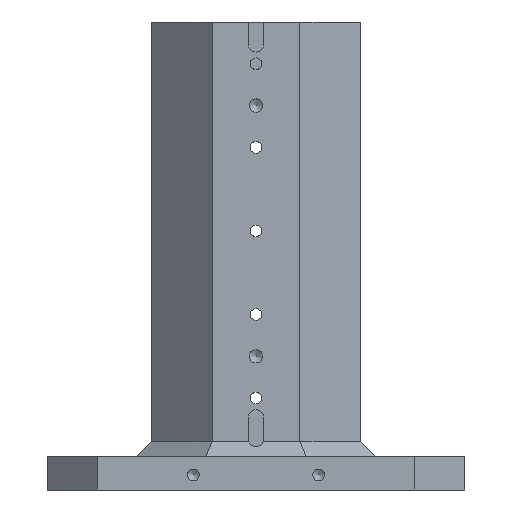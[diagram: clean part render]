
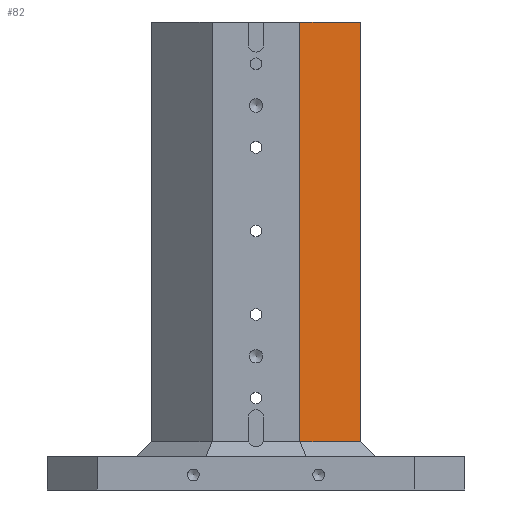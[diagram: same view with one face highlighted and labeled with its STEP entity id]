
A CAD part, front view. The second image highlights one B-rep face of the part: STEP entity #82.
In plain terms, the highlighted planar face has unit normal (0.707, -0.707, 0).
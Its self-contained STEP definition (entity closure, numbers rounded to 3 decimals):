
#82 = ADVANCED_FACE( '', ( #295 ), #296, .T. );
#295 = FACE_OUTER_BOUND( '', #819, .T. );
#296 = PLANE( '', #820 );
#819 = EDGE_LOOP( '', ( #1429, #1430, #1431, #1432 ) );
#820 = AXIS2_PLACEMENT_3D( '', #1433, #1434, #1435 );
#1429 = ORIENTED_EDGE( '', *, *, #2764, .T. );
#1430 = ORIENTED_EDGE( '', *, *, #2765, .T. );
#1431 = ORIENTED_EDGE( '', *, *, #2692, .F. );
#1432 = ORIENTED_EDGE( '', *, *, #2761, .T. );
#1433 = CARTESIAN_POINT( '', ( 125., -52.5, 560. ) );
#1434 = DIRECTION( '', ( 0.707, -0.707, 0. ) );
#1435 = DIRECTION( '', ( 0.707, 0.707, 0. ) );
#2692 = EDGE_CURVE( '', #3121, #3096, #3123, .T. );
#2761 = EDGE_CURVE( '', #3121, #3252, #3254, .T. );
#2764 = EDGE_CURVE( '', #3252, #3258, #3259, .T. );
#2765 = EDGE_CURVE( '', #3258, #3096, #3260, .T. );
#3096 = VERTEX_POINT( '', #3780 );
#3121 = VERTEX_POINT( '', #3813 );
#3123 = LINE( '', #3816, #3817 );
#3252 = VERTEX_POINT( '', #3991 );
#3254 = LINE( '', #3994, #3995 );
#3258 = VERTEX_POINT( '', #4001 );
#3259 = LINE( '', #4002, #4003 );
#3260 = LINE( '', #4004, #4005 );
#3780 = CARTESIAN_POINT( '', ( 125., -52.5, 58. ) );
#3813 = CARTESIAN_POINT( '', ( 125., -52.5, 560. ) );
#3816 = CARTESIAN_POINT( '', ( 125., -52.5, 560. ) );
#3817 = VECTOR( '', #4716, 1000. );
#3991 = CARTESIAN_POINT( '', ( 52.5, -125., 560. ) );
#3994 = CARTESIAN_POINT( '', ( 125., -52.5, 560. ) );
#3995 = VECTOR( '', #4823, 1000. );
#4001 = CARTESIAN_POINT( '', ( 52.5, -125., 58. ) );
#4002 = CARTESIAN_POINT( '', ( 52.5, -125., 560. ) );
#4003 = VECTOR( '', #4826, 1000. );
#4004 = CARTESIAN_POINT( '', ( 125., -52.5, 58. ) );
#4005 = VECTOR( '', #4827, 1000. );
#4716 = DIRECTION( '', ( 0., 0., -1. ) );
#4823 = DIRECTION( '', ( -0.707, -0.707, 0. ) );
#4826 = DIRECTION( '', ( 0., 0., -1. ) );
#4827 = DIRECTION( '', ( 0.707, 0.707, 0. ) );
